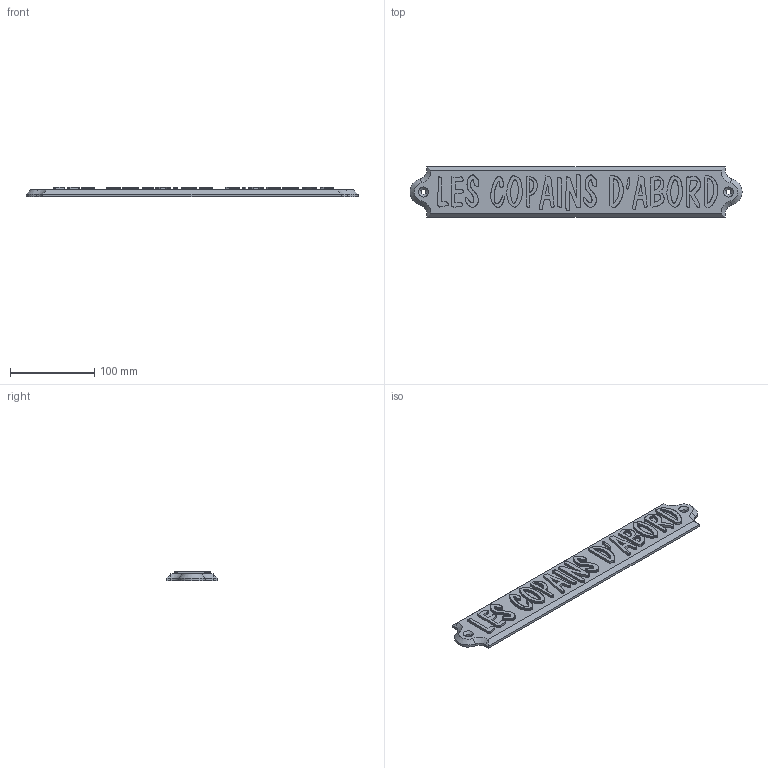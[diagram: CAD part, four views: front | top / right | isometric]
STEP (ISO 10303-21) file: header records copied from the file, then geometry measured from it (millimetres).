
FILE_DESCRIPTION(('CATIA V5 STEP Exchange'),'2;1');
FILE_NAME('DET1015-A_NOM BATEAU USINEUR.stp','2022-06-09T06:24:33+00:00',('none'),('none'),'CATIA Version 5 Release 19 SP 5 (IN-10)','CATIA V5 STEP AP203','none');
FILE_SCHEMA(('CONFIG_CONTROL_DESIGN'));
Products named in the file (1): NOM BATEAU
Bounding box: 395 x 60 x 11 mm (x, y, z)
Volume: 182818.8 mm3; surface area: 56178.5 mm2
Topology: 1 solids, 1 shells, 3563 faces, 10586 edges, 7052 vertices
Faces by surface type: plane 3543, cone 10, cylinder 10
Entity records: 116202 total; most frequent: ORIENTED_EDGE 21172, CARTESIAN_POINT 21094, DIRECTION 17456, EDGE_CURVE 10586, VECTOR 10548, LINE 10548, VERTEX_POINT 7052, EDGE_LOOP 3594
